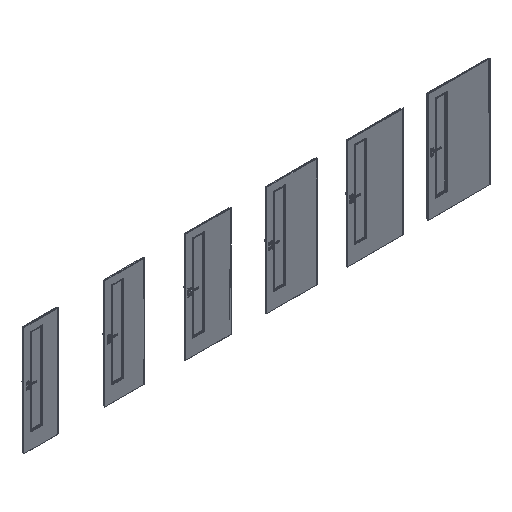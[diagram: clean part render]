
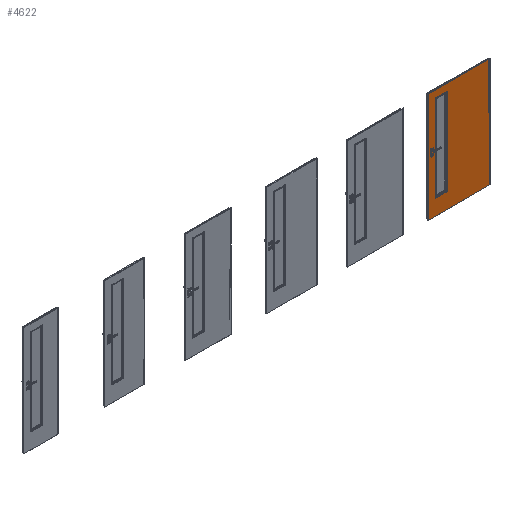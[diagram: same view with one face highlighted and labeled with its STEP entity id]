
A CAD part, isometric view. The second image highlights one B-rep face of the part: STEP entity #4622.
In plain terms, the highlighted planar face has unit normal (0, -1, 0).
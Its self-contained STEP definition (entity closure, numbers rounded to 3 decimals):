
#1498=B_SPLINE_CURVE_WITH_KNOTS('',3,(#68785,#68786,#68787,#68788),
 .UNSPECIFIED.,.F.,.F.,(4,4),(0.,1.),.UNSPECIFIED.);
#1499=B_SPLINE_CURVE_WITH_KNOTS('',3,(#68791,#68792,#68793,#68794),
 .UNSPECIFIED.,.F.,.F.,(4,4),(0.,1.),.UNSPECIFIED.);
#1500=B_SPLINE_CURVE_WITH_KNOTS('',3,(#68796,#68797,#68798,#68799),
 .UNSPECIFIED.,.F.,.F.,(4,4),(0.,1.),.UNSPECIFIED.);
#1501=B_SPLINE_CURVE_WITH_KNOTS('',3,(#68801,#68802,#68803,#68804),
 .UNSPECIFIED.,.F.,.F.,(4,4),(0.,1.),.UNSPECIFIED.);
#1502=B_SPLINE_CURVE_WITH_KNOTS('',3,(#68806,#68807,#68808,#68809),
 .UNSPECIFIED.,.F.,.F.,(4,4),(0.,1.),.UNSPECIFIED.);
#3555=FACE_BOUND('',#8815,.T.);
#3556=FACE_BOUND('',#8816,.T.);
#4622=ADVANCED_FACE('',(#3555,#3556),#5846,.F.);
#5846=PLANE('',#31313);
#8815=EDGE_LOOP('',(#14910,#14911,#14912,#14913));
#8816=EDGE_LOOP('',(#14914,#14915,#14916,#14917,#14918));
#14910=ORIENTED_EDGE('',*,*,#23860,.T.);
#14911=ORIENTED_EDGE('',*,*,#23861,.T.);
#14912=ORIENTED_EDGE('',*,*,#23862,.F.);
#14913=ORIENTED_EDGE('',*,*,#23863,.F.);
#14914=ORIENTED_EDGE('',*,*,#23864,.F.);
#14915=ORIENTED_EDGE('',*,*,#23865,.F.);
#14916=ORIENTED_EDGE('',*,*,#23866,.F.);
#14917=ORIENTED_EDGE('',*,*,#23867,.F.);
#14918=ORIENTED_EDGE('',*,*,#23868,.F.);
#20162=VERTEX_POINT('',#68778);
#20163=VERTEX_POINT('',#68779);
#20164=VERTEX_POINT('',#68781);
#20165=VERTEX_POINT('',#68783);
#20166=VERTEX_POINT('',#68789);
#20167=VERTEX_POINT('',#68790);
#20168=VERTEX_POINT('',#68795);
#20169=VERTEX_POINT('',#68800);
#20170=VERTEX_POINT('',#68805);
#23860=EDGE_CURVE('',#20162,#20163,#27097,.T.);
#23861=EDGE_CURVE('',#20163,#20164,#27098,.T.);
#23862=EDGE_CURVE('',#20165,#20164,#27099,.T.);
#23863=EDGE_CURVE('',#20162,#20165,#27100,.T.);
#23864=EDGE_CURVE('',#20166,#20167,#1498,.T.);
#23865=EDGE_CURVE('',#20168,#20166,#1499,.T.);
#23866=EDGE_CURVE('',#20169,#20168,#1500,.T.);
#23867=EDGE_CURVE('',#20170,#20169,#1501,.T.);
#23868=EDGE_CURVE('',#20167,#20170,#1502,.T.);
#27097=LINE('',#68777,#29449);
#27098=LINE('',#68780,#29450);
#27099=LINE('',#68782,#29451);
#27100=LINE('',#68784,#29452);
#29449=VECTOR('',#35678,1.);
#29450=VECTOR('',#35679,1.);
#29451=VECTOR('',#35680,1.);
#29452=VECTOR('',#35681,1.);
#31313=AXIS2_PLACEMENT_3D('',#68810,#35682,#35683);
#35678=DIRECTION('',(0.,0.,-1.));
#35679=DIRECTION('',(1.,0.,0.));
#35680=DIRECTION('',(0.,0.,-1.));
#35681=DIRECTION('',(1.,0.,0.));
#35682=DIRECTION('',(0.,1.,0.));
#35683=DIRECTION('',(-1.,0.,0.));
#68777=CARTESIAN_POINT('',(7178.,-39.3,2030.));
#68778=CARTESIAN_POINT('',(7178.,-39.3,2030.));
#68779=CARTESIAN_POINT('',(7178.,-39.3,2.));
#68780=CARTESIAN_POINT('',(7178.,-39.3,2.));
#68781=CARTESIAN_POINT('',(8322.,-39.3,2.));
#68782=CARTESIAN_POINT('',(8322.,-39.3,2030.));
#68783=CARTESIAN_POINT('',(8322.,-39.3,2030.));
#68784=CARTESIAN_POINT('',(7178.,-39.3,2030.));
#68785=CARTESIAN_POINT('',(7308.,-39.3,296.));
#68786=CARTESIAN_POINT('',(7344.167,-39.3,296.));
#68787=CARTESIAN_POINT('',(7380.333,-39.3,296.));
#68788=CARTESIAN_POINT('',(7416.5,-39.3,296.));
#68789=CARTESIAN_POINT('',(7308.,-39.3,296.));
#68790=CARTESIAN_POINT('',(7416.5,-39.3,296.));
#68791=CARTESIAN_POINT('',(7308.,-39.3,1900.));
#68792=CARTESIAN_POINT('',(7308.,-39.3,1365.333));
#68793=CARTESIAN_POINT('',(7308.,-39.3,830.667));
#68794=CARTESIAN_POINT('',(7308.,-39.3,296.));
#68795=CARTESIAN_POINT('',(7308.,-39.3,1900.));
#68796=CARTESIAN_POINT('',(7525.,-39.3,1900.));
#68797=CARTESIAN_POINT('',(7452.667,-39.3,1900.));
#68798=CARTESIAN_POINT('',(7380.333,-39.3,1900.));
#68799=CARTESIAN_POINT('',(7308.,-39.3,1900.));
#68800=CARTESIAN_POINT('',(7525.,-39.3,1900.));
#68801=CARTESIAN_POINT('',(7525.,-39.3,296.));
#68802=CARTESIAN_POINT('',(7525.,-39.3,830.667));
#68803=CARTESIAN_POINT('',(7525.,-39.3,1365.333));
#68804=CARTESIAN_POINT('',(7525.,-39.3,1900.));
#68805=CARTESIAN_POINT('',(7525.,-39.3,296.));
#68806=CARTESIAN_POINT('',(7416.5,-39.3,296.));
#68807=CARTESIAN_POINT('',(7452.667,-39.3,296.));
#68808=CARTESIAN_POINT('',(7488.833,-39.3,296.));
#68809=CARTESIAN_POINT('',(7525.,-39.3,296.));
#68810=CARTESIAN_POINT('',(7178.,-39.3,2030.));
